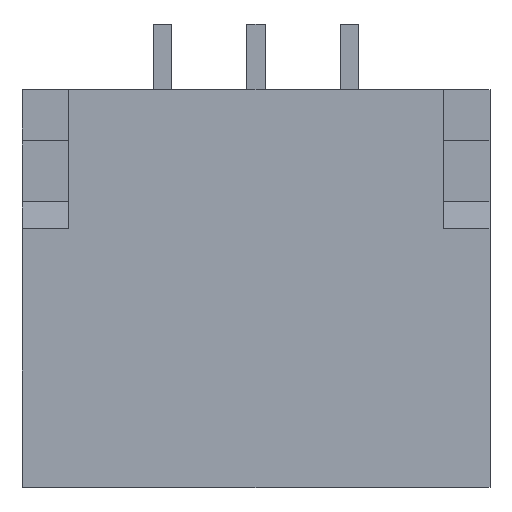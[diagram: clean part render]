
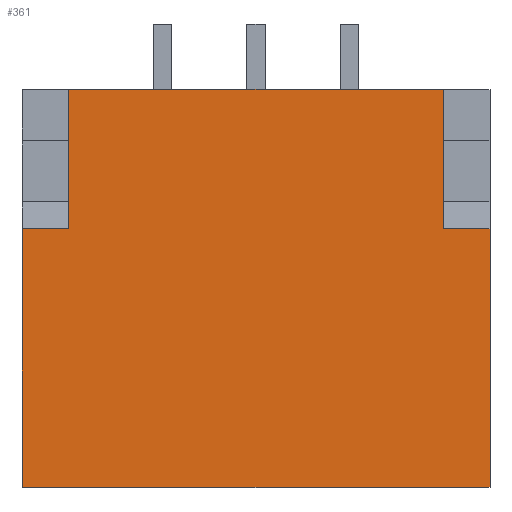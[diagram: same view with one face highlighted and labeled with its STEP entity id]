
A CAD part, top view. The second image highlights one B-rep face of the part: STEP entity #361.
In plain terms, the highlighted planar face has unit normal (0, 0, 1).
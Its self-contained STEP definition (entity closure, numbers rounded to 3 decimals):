
#27=VECTOR('',#28,1.);
#28=DIRECTION('',(0.,-1.,0.));
#35=DIRECTION('',(0.,0.,1.));
#53=VERTEX_POINT('',#54);
#54=CARTESIAN_POINT('',(-2.5,0.286,2.96));
#58=ORIENTED_EDGE('',*,*,#59,.T.);
#59=EDGE_CURVE('',#53,#60,#62,.T.);
#60=VERTEX_POINT('',#61);
#61=CARTESIAN_POINT('',(-2.5,-2.475,2.96));
#62=LINE('',#63,#27);
#63=CARTESIAN_POINT('',(-2.5,1.775,2.96));
#75=VECTOR('',#76,1.);
#76=DIRECTION('',(0.,1.,0.));
#94=DIRECTION('',(1.,0.,0.));
#110=VECTOR('',#94,1.);
#292=VERTEX_POINT('',#293);
#293=CARTESIAN_POINT('',(2.5,-2.475,2.96));
#297=EDGE_CURVE('',#60,#292,#298,.T.);
#298=LINE('',#61,#110);
#361=ADVANCED_FACE('',(#362),#394,.T.);
#362=FACE_BOUND('',#363,.T.);
#363=EDGE_LOOP('',(#364,#371,#376,#58,#379,#380,#386,#391));
#364=ORIENTED_EDGE('',*,*,#365,.F.);
#365=EDGE_CURVE('',#366,#368,#370,.T.);
#366=VERTEX_POINT('',#367);
#367=CARTESIAN_POINT('',(-2.,1.775,2.96));
#368=VERTEX_POINT('',#369);
#369=CARTESIAN_POINT('',(2.,1.775,2.96));
#370=LINE('',#63,#110);
#371=ORIENTED_EDGE('',*,*,#372,.F.);
#372=EDGE_CURVE('',#373,#366,#375,.T.);
#373=VERTEX_POINT('',#374);
#374=CARTESIAN_POINT('',(-2.,0.286,2.96));
#375=LINE('',#374,#75);
#376=ORIENTED_EDGE('',*,*,#377,.F.);
#377=EDGE_CURVE('',#53,#373,#378,.T.);
#378=LINE('',#54,#110);
#379=ORIENTED_EDGE('',*,*,#297,.T.);
#380=ORIENTED_EDGE('',*,*,#381,.F.);
#381=EDGE_CURVE('',#382,#292,#384,.T.);
#382=VERTEX_POINT('',#383);
#383=CARTESIAN_POINT('',(2.5,0.286,2.96));
#384=LINE('',#385,#27);
#385=CARTESIAN_POINT('',(2.5,1.775,2.96));
#386=ORIENTED_EDGE('',*,*,#387,.F.);
#387=EDGE_CURVE('',#388,#382,#390,.T.);
#388=VERTEX_POINT('',#389);
#389=CARTESIAN_POINT('',(2.,0.286,2.96));
#390=LINE('',#389,#110);
#391=ORIENTED_EDGE('',*,*,#392,.T.);
#392=EDGE_CURVE('',#388,#368,#393,.T.);
#393=LINE('',#389,#75);
#394=PLANE('',#395);
#395=AXIS2_PLACEMENT_3D('',#63,#35,#28);
